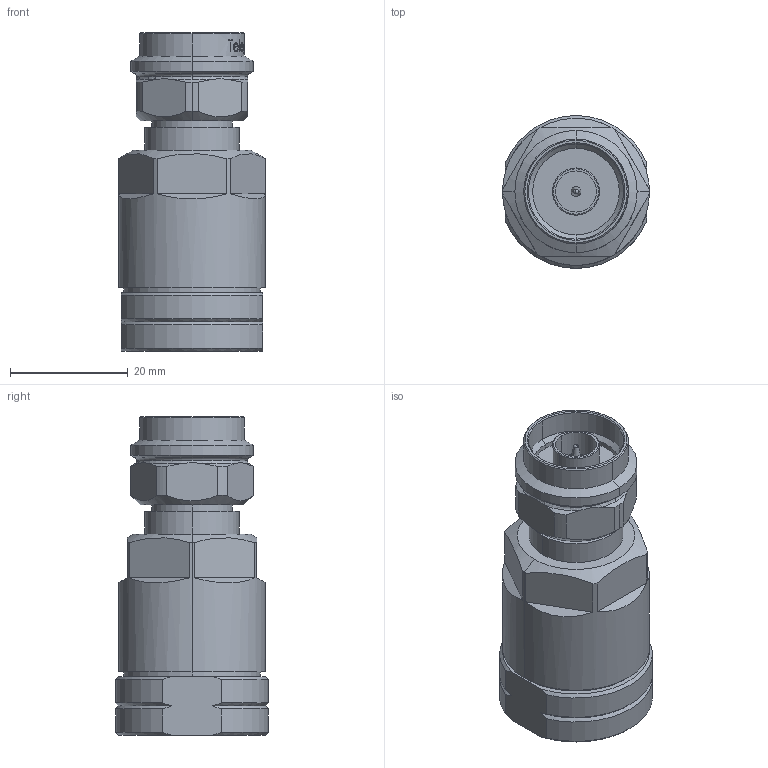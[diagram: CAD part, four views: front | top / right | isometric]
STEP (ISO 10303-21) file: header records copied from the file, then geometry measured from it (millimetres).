
FILE_DESCRIPTION (( 'STEP AP214' ), '1' );
FILE_NAME ('J01020B0098.STEP', '2015-03-16T15:42:54', ( '' ), ( '' ), 'SwSTEP 2.0', 'SolidWorks 2014', '' );
FILE_SCHEMA (( 'AUTOMOTIVE_DESIGN' ));
Length unit declared in the file: millimetre
Products named in the file (1): J01020B0098
Bounding box: 25 x 26 x 54.2 mm (x, y, z)
Volume: 19727 mm3; surface area: 5962.1 mm2
Topology: 1 solids, 1 shells, 264 faces, 677 edges, 443 vertices
Faces by surface type: plane 89, bspline 83, cylinder 53, cone 31, torus 6, sphere 2
Entity records: 18880 total; most frequent: CARTESIAN_POINT 10268, ORIENTED_EDGE 1354, DIRECTION 902, EDGE_CURVE 677, VERTEX_POINT 443, AXIS2_PLACEMENT_3D 358, B_SPLINE_CURVE_WITH_KNOTS 309, EDGE_LOOP 292
